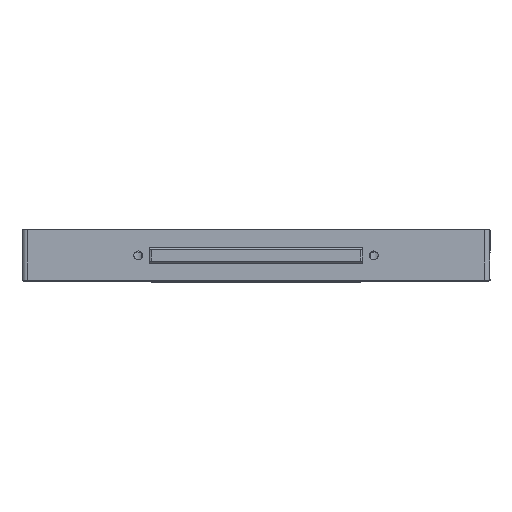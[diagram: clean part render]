
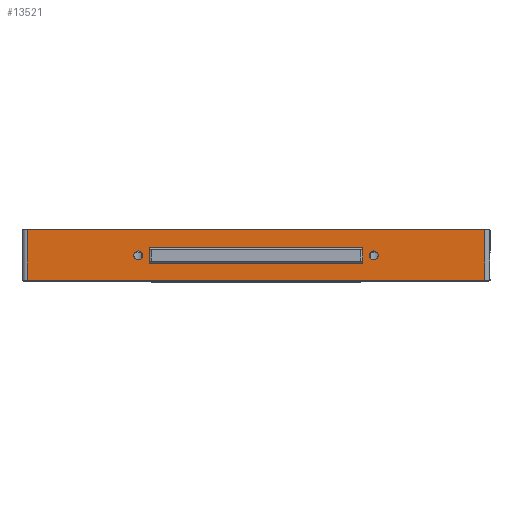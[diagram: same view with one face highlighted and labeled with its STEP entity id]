
A CAD part, top view. The second image highlights one B-rep face of the part: STEP entity #13521.
In plain terms, the highlighted planar face has unit normal (0, 0, 1).
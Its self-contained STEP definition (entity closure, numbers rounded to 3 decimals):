
#606=FACE_BOUND('',#2280,.T.);
#607=FACE_BOUND('',#2281,.T.);
#608=FACE_BOUND('',#2282,.T.);
#887=CIRCLE('',#14570,1.75);
#888=CIRCLE('',#14571,1.75);
#1533=FACE_OUTER_BOUND('',#2279,.T.);
#2279=EDGE_LOOP('',(#10975,#10976,#10977,#10978));
#2280=EDGE_LOOP('',(#10979));
#2281=EDGE_LOOP('',(#10980));
#2282=EDGE_LOOP('',(#10981,#10982,#10983,#10984));
#3413=LINE('',#22158,#4729);
#3418=LINE('',#22171,#4734);
#3419=LINE('',#22173,#4735);
#3420=LINE('',#22174,#4736);
#3421=LINE('',#22181,#4737);
#3422=LINE('',#22183,#4738);
#3423=LINE('',#22185,#4739);
#3424=LINE('',#22186,#4740);
#4729=VECTOR('',#17449,10.);
#4734=VECTOR('',#17464,10.);
#4735=VECTOR('',#17465,10.);
#4736=VECTOR('',#17466,10.);
#4737=VECTOR('',#17471,10.);
#4738=VECTOR('',#17472,10.);
#4739=VECTOR('',#17473,10.);
#4740=VECTOR('',#17474,10.);
#6013=VERTEX_POINT('',#22150);
#6015=VERTEX_POINT('',#22156);
#6018=VERTEX_POINT('',#22170);
#6019=VERTEX_POINT('',#22172);
#6020=VERTEX_POINT('',#22175);
#6021=VERTEX_POINT('',#22177);
#6022=VERTEX_POINT('',#22179);
#6023=VERTEX_POINT('',#22180);
#6024=VERTEX_POINT('',#22182);
#6025=VERTEX_POINT('',#22184);
#7777=EDGE_CURVE('',#6015,#6013,#3413,.T.);
#7784=EDGE_CURVE('',#6018,#6015,#3418,.T.);
#7785=EDGE_CURVE('',#6019,#6018,#3419,.T.);
#7786=EDGE_CURVE('',#6013,#6019,#3420,.T.);
#7787=EDGE_CURVE('',#6020,#6020,#887,.T.);
#7788=EDGE_CURVE('',#6021,#6021,#888,.T.);
#7789=EDGE_CURVE('',#6022,#6023,#3421,.T.);
#7790=EDGE_CURVE('',#6023,#6024,#3422,.T.);
#7791=EDGE_CURVE('',#6024,#6025,#3423,.T.);
#7792=EDGE_CURVE('',#6025,#6022,#3424,.T.);
#10975=ORIENTED_EDGE('',*,*,#7777,.F.);
#10976=ORIENTED_EDGE('',*,*,#7784,.F.);
#10977=ORIENTED_EDGE('',*,*,#7785,.F.);
#10978=ORIENTED_EDGE('',*,*,#7786,.F.);
#10979=ORIENTED_EDGE('',*,*,#7787,.T.);
#10980=ORIENTED_EDGE('',*,*,#7788,.T.);
#10981=ORIENTED_EDGE('',*,*,#7789,.T.);
#10982=ORIENTED_EDGE('',*,*,#7790,.T.);
#10983=ORIENTED_EDGE('',*,*,#7791,.T.);
#10984=ORIENTED_EDGE('',*,*,#7792,.T.);
#12947=PLANE('',#14569);
#13521=ADVANCED_FACE('',(#1533,#606,#607,#608),#12947,.T.);
#14569=AXIS2_PLACEMENT_3D('',#22169,#17462,#17463);
#14570=AXIS2_PLACEMENT_3D('',#22176,#17467,#17468);
#14571=AXIS2_PLACEMENT_3D('',#22178,#17469,#17470);
#17449=DIRECTION('',(-1.,0.,0.));
#17462=DIRECTION('center_axis',(0.,0.,
1.));
#17463=DIRECTION('ref_axis',(-1.,0.,0.));
#17464=DIRECTION('',(0.,-1.,0.));
#17465=DIRECTION('',(1.,0.,0.));
#17466=DIRECTION('',(0.,1.,0.));
#17467=DIRECTION('center_axis',(0.,0.,
-1.));
#17468=DIRECTION('ref_axis',(1.,0.,0.));
#17469=DIRECTION('center_axis',(0.,0.,
-1.));
#17470=DIRECTION('ref_axis',(1.,0.,0.));
#17471=DIRECTION('',(-1.,0.,0.));
#17472=DIRECTION('',(0.,1.,0.));
#17473=DIRECTION('',(1.,0.,0.));
#17474=DIRECTION('',(0.,-1.,0.));
#22150=CARTESIAN_POINT('',(-97.2,0.4,122.094));
#22156=CARTESIAN_POINT('',(80.801,0.4,122.094));
#22158=CARTESIAN_POINT('',(-20.6,0.4,122.094));
#22169=CARTESIAN_POINT('Origin',(-15.,20.,122.094));
#22170=CARTESIAN_POINT('',(80.801,20.,122.094));
#22171=CARTESIAN_POINT('',(80.801,10.,122.094));
#22172=CARTESIAN_POINT('',(-97.2,20.,122.094));
#22173=CARTESIAN_POINT('',(14.301,20.,122.094));
#22174=CARTESIAN_POINT('',(-97.2,15.,122.094));
#22175=CARTESIAN_POINT('',(35.801,10.,122.094));
#22176=CARTESIAN_POINT('Origin',(37.551,10.,122.094));
#22177=CARTESIAN_POINT('',(-55.7,10.,122.094));
#22178=CARTESIAN_POINT('Origin',(-53.95,10.,122.094));
#22179=CARTESIAN_POINT('',(33.301,7.,122.094));
#22180=CARTESIAN_POINT('',(-49.7,7.,122.094));
#22181=CARTESIAN_POINT('',(-34.475,7.,122.094));
#22182=CARTESIAN_POINT('',(-49.7,13.,122.094));
#22183=CARTESIAN_POINT('',(-49.7,8.5,122.094));
#22184=CARTESIAN_POINT('',(33.301,13.,122.094));
#22185=CARTESIAN_POINT('',(-17.225,13.,122.094));
#22186=CARTESIAN_POINT('',(33.301,11.5,122.094));
